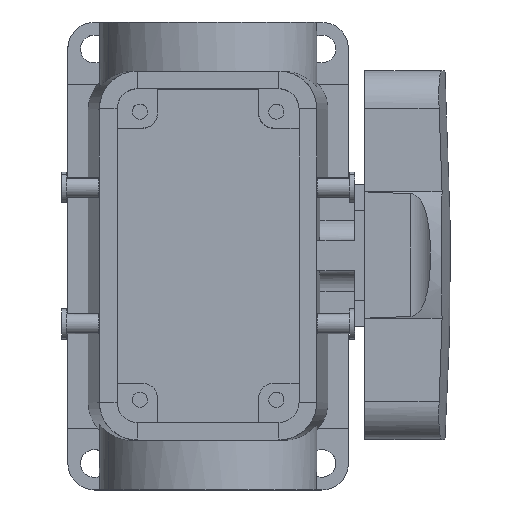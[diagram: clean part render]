
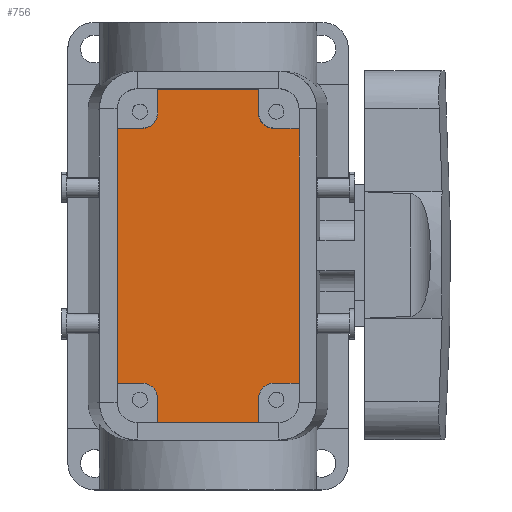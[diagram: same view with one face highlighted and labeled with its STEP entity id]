
A CAD part, top view. The second image highlights one B-rep face of the part: STEP entity #756.
In plain terms, the highlighted planar face has unit normal (0, 0, 1).
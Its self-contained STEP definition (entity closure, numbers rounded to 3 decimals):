
#604=AXIS2_PLACEMENT_3D('Plane Axis2P3D',#601,#602,#603) ;
#132=CARTESIAN_POINT('Vertex',(39.,13.25,5.5)) ;
#135=CARTESIAN_POINT('Line Origine',(29.,13.25,5.5)) ;
#139=CARTESIAN_POINT('Vertex',(19.,13.25,5.5)) ;
#582=CARTESIAN_POINT('Line Origine',(39.,15.625,5.5)) ;
#586=CARTESIAN_POINT('Vertex',(39.,18.,5.5)) ;
#601=CARTESIAN_POINT('Axis2P3D Location',(29.,46.25,5.5)) ;
#607=CARTESIAN_POINT('Control Point',(16.,21.,5.5)) ;
#608=CARTESIAN_POINT('Control Point',(16.339,21.,5.5)) ;
#609=CARTESIAN_POINT('Control Point',(16.679,20.952,5.5)) ;
#610=CARTESIAN_POINT('Control Point',(17.009,20.856,5.5)) ;
#611=CARTESIAN_POINT('Control Point',(17.634,20.573,5.5)) ;
#612=CARTESIAN_POINT('Control Point',(18.155,20.128,5.5)) ;
#613=CARTESIAN_POINT('Control Point',(18.383,19.87,5.5)) ;
#614=CARTESIAN_POINT('Control Point',(18.717,19.361,5.5)) ;
#615=CARTESIAN_POINT('Control Point',(18.913,18.787,5.5)) ;
#616=CARTESIAN_POINT('Control Point',(18.971,18.527,5.5)) ;
#617=CARTESIAN_POINT('Control Point',(19.,18.264,5.5)) ;
#618=CARTESIAN_POINT('Control Point',(19.,18.,5.5)) ;
#619=CARTESIAN_POINT('Vertex',(19.,18.,5.5)) ;
#621=CARTESIAN_POINT('Vertex',(16.,21.,5.5)) ;
#624=CARTESIAN_POINT('Line Origine',(19.,15.625,5.5)) ;
#630=CARTESIAN_POINT('Control Point',(39.,18.,5.5)) ;
#631=CARTESIAN_POINT('Control Point',(39.,18.339,5.5)) ;
#632=CARTESIAN_POINT('Control Point',(39.048,18.679,5.5)) ;
#633=CARTESIAN_POINT('Control Point',(39.144,19.009,5.5)) ;
#634=CARTESIAN_POINT('Control Point',(39.427,19.634,5.5)) ;
#635=CARTESIAN_POINT('Control Point',(39.872,20.155,5.5)) ;
#636=CARTESIAN_POINT('Control Point',(40.13,20.383,5.5)) ;
#637=CARTESIAN_POINT('Control Point',(40.639,20.717,5.5)) ;
#638=CARTESIAN_POINT('Control Point',(41.213,20.913,5.5)) ;
#639=CARTESIAN_POINT('Control Point',(41.473,20.971,5.5)) ;
#640=CARTESIAN_POINT('Control Point',(41.736,21.,5.5)) ;
#641=CARTESIAN_POINT('Control Point',(42.,21.,5.5)) ;
#642=CARTESIAN_POINT('Vertex',(42.,21.,5.5)) ;
#645=CARTESIAN_POINT('Line Origine',(44.5,21.,5.5)) ;
#649=CARTESIAN_POINT('Vertex',(47.,21.,5.5)) ;
#652=CARTESIAN_POINT('Line Origine',(47.,46.25,5.5)) ;
#656=CARTESIAN_POINT('Vertex',(47.,71.5,5.5)) ;
#659=CARTESIAN_POINT('Line Origine',(44.5,71.5,5.5)) ;
#663=CARTESIAN_POINT('Vertex',(42.,71.5,5.5)) ;
#667=CARTESIAN_POINT('Control Point',(42.,71.5,5.5)) ;
#668=CARTESIAN_POINT('Control Point',(41.661,71.5,5.5)) ;
#669=CARTESIAN_POINT('Control Point',(41.321,71.548,5.5)) ;
#670=CARTESIAN_POINT('Control Point',(40.991,71.644,5.5)) ;
#671=CARTESIAN_POINT('Control Point',(40.366,71.927,5.5)) ;
#672=CARTESIAN_POINT('Control Point',(39.845,72.372,5.5)) ;
#673=CARTESIAN_POINT('Control Point',(39.617,72.63,5.5)) ;
#674=CARTESIAN_POINT('Control Point',(39.283,73.139,5.5)) ;
#675=CARTESIAN_POINT('Control Point',(39.087,73.713,5.5)) ;
#676=CARTESIAN_POINT('Control Point',(39.029,73.973,5.5)) ;
#677=CARTESIAN_POINT('Control Point',(39.,74.236,5.5)) ;
#678=CARTESIAN_POINT('Control Point',(39.,74.5,5.5)) ;
#679=CARTESIAN_POINT('Vertex',(39.,74.5,5.5)) ;
#682=CARTESIAN_POINT('Line Origine',(39.,76.875,5.5)) ;
#686=CARTESIAN_POINT('Vertex',(39.,79.25,5.5)) ;
#689=CARTESIAN_POINT('Line Origine',(29.,79.25,5.5)) ;
#693=CARTESIAN_POINT('Vertex',(19.,79.25,5.5)) ;
#696=CARTESIAN_POINT('Line Origine',(19.,76.875,5.5)) ;
#700=CARTESIAN_POINT('Vertex',(19.,74.5,5.5)) ;
#704=CARTESIAN_POINT('Control Point',(19.,74.5,5.5)) ;
#705=CARTESIAN_POINT('Control Point',(19.,74.161,5.5)) ;
#706=CARTESIAN_POINT('Control Point',(18.952,73.821,5.5)) ;
#707=CARTESIAN_POINT('Control Point',(18.856,73.491,5.5)) ;
#708=CARTESIAN_POINT('Control Point',(18.573,72.866,5.5)) ;
#709=CARTESIAN_POINT('Control Point',(18.128,72.345,5.5)) ;
#710=CARTESIAN_POINT('Control Point',(17.87,72.117,5.5)) ;
#711=CARTESIAN_POINT('Control Point',(17.361,71.783,5.5)) ;
#712=CARTESIAN_POINT('Control Point',(16.787,71.587,5.5)) ;
#713=CARTESIAN_POINT('Control Point',(16.527,71.529,5.5)) ;
#714=CARTESIAN_POINT('Control Point',(16.264,71.5,5.5)) ;
#715=CARTESIAN_POINT('Control Point',(16.,71.5,5.5)) ;
#716=CARTESIAN_POINT('Vertex',(16.,71.5,5.5)) ;
#719=CARTESIAN_POINT('Line Origine',(13.5,71.5,5.5)) ;
#723=CARTESIAN_POINT('Vertex',(11.,71.5,5.5)) ;
#726=CARTESIAN_POINT('Line Origine',(11.,46.25,5.5)) ;
#730=CARTESIAN_POINT('Vertex',(11.,21.,5.5)) ;
#733=CARTESIAN_POINT('Line Origine',(13.5,21.,5.5)) ;
#136=DIRECTION('Vector Direction',(1.,0.,0.)) ;
#583=DIRECTION('Vector Direction',(0.,-1.,0.)) ;
#602=DIRECTION('Axis2P3D Direction',(-0.,0.,1.)) ;
#603=DIRECTION('Axis2P3D XDirection',(0.,-1.,0.)) ;
#625=DIRECTION('Vector Direction',(0.,-1.,0.)) ;
#646=DIRECTION('Vector Direction',(-1.,0.,0.)) ;
#653=DIRECTION('Vector Direction',(0.,-1.,0.)) ;
#660=DIRECTION('Vector Direction',(-1.,0.,0.)) ;
#683=DIRECTION('Vector Direction',(0.,1.,0.)) ;
#690=DIRECTION('Vector Direction',(-1.,0.,0.)) ;
#697=DIRECTION('Vector Direction',(0.,1.,0.)) ;
#720=DIRECTION('Vector Direction',(1.,0.,0.)) ;
#727=DIRECTION('Vector Direction',(0.,1.,0.)) ;
#734=DIRECTION('Vector Direction',(1.,0.,0.)) ;
#137=VECTOR('Line Direction',#136,1.) ;
#584=VECTOR('Line Direction',#583,1.) ;
#626=VECTOR('Line Direction',#625,1.) ;
#647=VECTOR('Line Direction',#646,1.) ;
#654=VECTOR('Line Direction',#653,1.) ;
#661=VECTOR('Line Direction',#660,1.) ;
#684=VECTOR('Line Direction',#683,1.) ;
#691=VECTOR('Line Direction',#690,1.) ;
#698=VECTOR('Line Direction',#697,1.) ;
#721=VECTOR('Line Direction',#720,1.) ;
#728=VECTOR('Line Direction',#727,1.) ;
#735=VECTOR('Line Direction',#734,1.) ;
#739=ORIENTED_EDGE('',*,*,#623,.F.) ;
#740=ORIENTED_EDGE('',*,*,#628,.T.) ;
#741=ORIENTED_EDGE('',*,*,#141,.T.) ;
#742=ORIENTED_EDGE('',*,*,#588,.F.) ;
#743=ORIENTED_EDGE('',*,*,#644,.F.) ;
#744=ORIENTED_EDGE('',*,*,#651,.F.) ;
#745=ORIENTED_EDGE('',*,*,#658,.T.) ;
#746=ORIENTED_EDGE('',*,*,#665,.T.) ;
#747=ORIENTED_EDGE('',*,*,#681,.F.) ;
#748=ORIENTED_EDGE('',*,*,#688,.T.) ;
#749=ORIENTED_EDGE('',*,*,#695,.T.) ;
#750=ORIENTED_EDGE('',*,*,#702,.F.) ;
#751=ORIENTED_EDGE('',*,*,#718,.F.) ;
#752=ORIENTED_EDGE('',*,*,#725,.F.) ;
#753=ORIENTED_EDGE('',*,*,#732,.T.) ;
#754=ORIENTED_EDGE('',*,*,#737,.T.) ;
#756=ADVANCED_FACE('Housing',(#755),#605,.T.) ;
#606=B_SPLINE_CURVE_WITH_KNOTS('',5,(#607,#608,#609,#610,#611,#612,#613,#614,#615,#616,#617,#618),.UNSPECIFIED.,.F.,.U.,(6,3,3,6),(0.,2.4,4.8,6.664),.UNSPECIFIED.) ;
#629=B_SPLINE_CURVE_WITH_KNOTS('',5,(#630,#631,#632,#633,#634,#635,#636,#637,#638,#639,#640,#641),.UNSPECIFIED.,.F.,.U.,(6,3,3,6),(0.,2.4,4.8,6.664),.UNSPECIFIED.) ;
#666=B_SPLINE_CURVE_WITH_KNOTS('',5,(#667,#668,#669,#670,#671,#672,#673,#674,#675,#676,#677,#678),.UNSPECIFIED.,.F.,.U.,(6,3,3,6),(0.,2.4,4.8,6.664),.UNSPECIFIED.) ;
#703=B_SPLINE_CURVE_WITH_KNOTS('',5,(#704,#705,#706,#707,#708,#709,#710,#711,#712,#713,#714,#715),.UNSPECIFIED.,.F.,.U.,(6,3,3,6),(0.,2.4,4.8,6.664),.UNSPECIFIED.) ;
#141=EDGE_CURVE('',#140,#133,#138,.T.) ;
#588=EDGE_CURVE('',#587,#133,#585,.T.) ;
#623=EDGE_CURVE('',#620,#622,#606,.F.) ;
#628=EDGE_CURVE('',#620,#140,#627,.T.) ;
#644=EDGE_CURVE('',#643,#587,#629,.F.) ;
#651=EDGE_CURVE('',#650,#643,#648,.T.) ;
#658=EDGE_CURVE('',#650,#657,#655,.F.) ;
#665=EDGE_CURVE('',#657,#664,#662,.T.) ;
#681=EDGE_CURVE('',#680,#664,#666,.F.) ;
#688=EDGE_CURVE('',#680,#687,#685,.T.) ;
#695=EDGE_CURVE('',#687,#694,#692,.T.) ;
#702=EDGE_CURVE('',#701,#694,#699,.T.) ;
#718=EDGE_CURVE('',#717,#701,#703,.F.) ;
#725=EDGE_CURVE('',#724,#717,#722,.T.) ;
#732=EDGE_CURVE('',#724,#731,#729,.F.) ;
#737=EDGE_CURVE('',#731,#622,#736,.T.) ;
#738=EDGE_LOOP('',(#739,#740,#741,#742,#743,#744,#745,#746,#747,#748,#749,#750,#751,#752,#753,#754)) ;
#755=FACE_OUTER_BOUND('',#738,.T.) ;
#138=LINE('Line',#135,#137) ;
#585=LINE('Line',#582,#584) ;
#627=LINE('Line',#624,#626) ;
#648=LINE('Line',#645,#647) ;
#655=LINE('Line',#652,#654) ;
#662=LINE('Line',#659,#661) ;
#685=LINE('Line',#682,#684) ;
#692=LINE('Line',#689,#691) ;
#699=LINE('Line',#696,#698) ;
#722=LINE('Line',#719,#721) ;
#729=LINE('Line',#726,#728) ;
#736=LINE('Line',#733,#735) ;
#605=PLANE('',#604) ;
#133=VERTEX_POINT('',#132) ;
#140=VERTEX_POINT('',#139) ;
#587=VERTEX_POINT('',#586) ;
#620=VERTEX_POINT('',#619) ;
#622=VERTEX_POINT('',#621) ;
#643=VERTEX_POINT('',#642) ;
#650=VERTEX_POINT('',#649) ;
#657=VERTEX_POINT('',#656) ;
#664=VERTEX_POINT('',#663) ;
#680=VERTEX_POINT('',#679) ;
#687=VERTEX_POINT('',#686) ;
#694=VERTEX_POINT('',#693) ;
#701=VERTEX_POINT('',#700) ;
#717=VERTEX_POINT('',#716) ;
#724=VERTEX_POINT('',#723) ;
#731=VERTEX_POINT('',#730) ;
